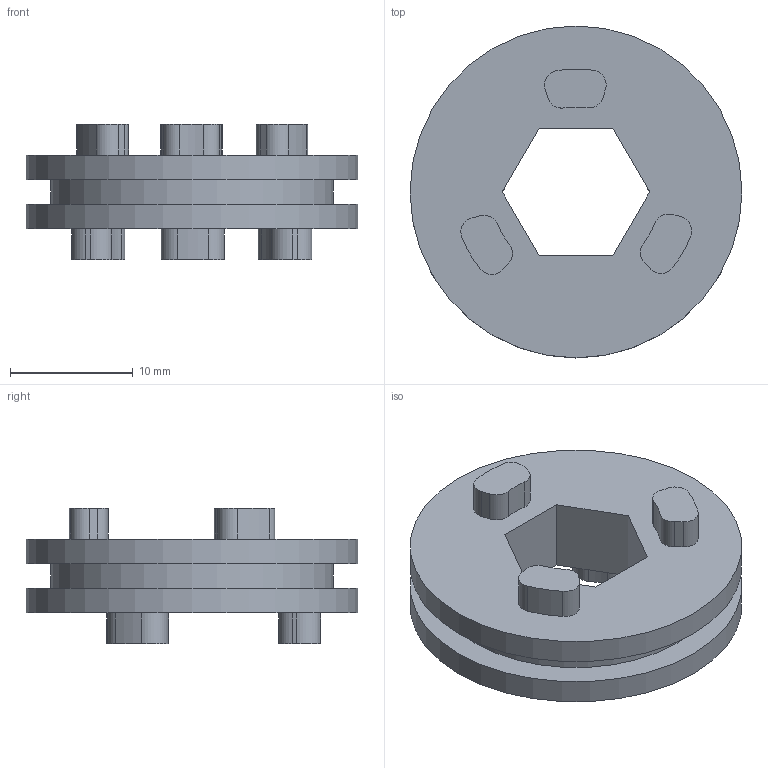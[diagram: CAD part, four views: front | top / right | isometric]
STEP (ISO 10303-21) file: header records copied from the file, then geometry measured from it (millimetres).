
FILE_DESCRIPTION(('FreeCAD Model'),'2;1');
FILE_NAME('selector.step','2015-10-10T14:36:49',( 'Author'),(''),'Open CASCADE STEP processor 6.8','FreeCAD','Unknown' );
FILE_SCHEMA(('AUTOMOTIVE_DESIGN_CC2 { 1 2 10303 214 -1 1 5 4 }'));
Length unit declared in the file: millimetre
Products named in the file (2): ASSEMBLY; Fusion014
Assembly tree (1 placements, depth 2):
  ASSEMBLY
    Fusion014
Bounding box: 27 x 27 x 11 mm (x, y, z)
Volume: 2745.9 mm3; surface area: 2265.6 mm2
Topology: 1 solids, 4 shells, 76 faces, 180 edges, 120 vertices
Faces by surface type: cylinder 42, plane 34
Full cylindrical faces by diameter (mm): 1.8 x3, 23 x1, 27 x2
Entity records: 4677 total; most frequent: CARTESIAN_POINT 882, DIRECTION 756, LINE 372, VECTOR 372, ORIENTED_EDGE 360, PCURVE 360, DEFINITIONAL_REPRESENTATION 360, EDGE_CURVE 180
